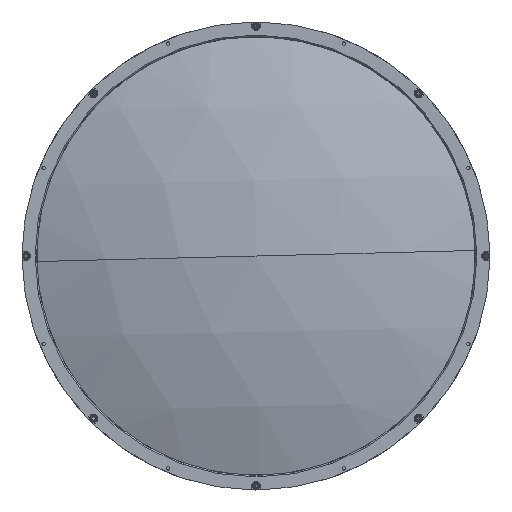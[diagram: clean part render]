
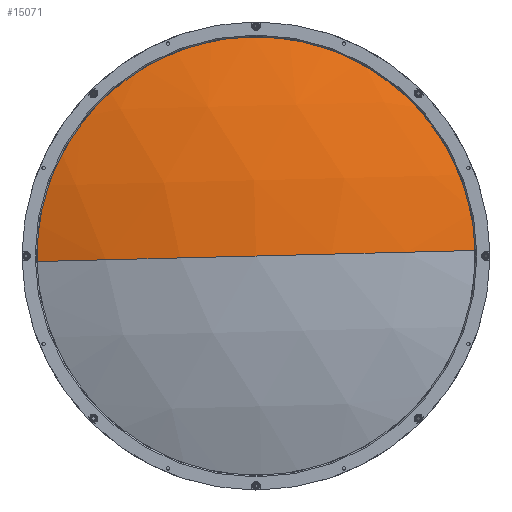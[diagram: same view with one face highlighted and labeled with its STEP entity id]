
A CAD part, left-side view. The second image highlights one B-rep face of the part: STEP entity #15071.
In plain terms, the highlighted spherical face has radius 465.458 mm.
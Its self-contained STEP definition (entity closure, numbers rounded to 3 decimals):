
#112 = ORIENTED_EDGE ( 'NONE', *, *, #17642, .T. ) ;
#745 = EDGE_CURVE ( 'NONE', #8199, #6294, #1160, .T. ) ;
#836 = CARTESIAN_POINT ( 'NONE',  ( 462.258, 0., 0. ) ) ;
#1160 = CIRCLE ( 'NONE', #2510, 465.458 ) ;
#2510 = AXIS2_PLACEMENT_3D ( 'NONE', #836, #6041, #3578 ) ;
#3465 = DIRECTION ( 'NONE',  ( 0., 0.025, 1. ) ) ;
#3578 = DIRECTION ( 'NONE',  ( 0., 1., -0.025 ) ) ;
#4055 = EDGE_CURVE ( 'NONE', #8199, #4534, #5666, .T. ) ;
#4534 = VERTEX_POINT ( 'NONE', #16818 ) ;
#5479 = AXIS2_PLACEMENT_3D ( 'NONE', #17584, #3465, #13350 ) ;
#5666 = CIRCLE ( 'NONE', #16208, 162. ) ;
#5975 = DIRECTION ( 'NONE',  ( -1., 0., 0. ) ) ;
#6041 = DIRECTION ( 'NONE',  ( 0., -0.025, -1. ) ) ;
#6294 = VERTEX_POINT ( 'NONE', #16828 ) ;
#6316 = CIRCLE ( 'NONE', #6795, 465.458 ) ;
#6795 = AXIS2_PLACEMENT_3D ( 'NONE', #15874, #7361, #17300 ) ;
#7361 = DIRECTION ( 'NONE',  ( 0., 0.025, 1. ) ) ;
#7890 = FACE_OUTER_BOUND ( 'NONE', #14247, .T. ) ;
#8199 = VERTEX_POINT ( 'NONE', #8302 ) ;
#8302 = CARTESIAN_POINT ( 'NONE',  ( 25.901, -161.948, 4.088 ) ) ;
#10008 = ORIENTED_EDGE ( 'NONE', *, *, #4055, .T. ) ;
#13350 = DIRECTION ( 'NONE',  ( 0., -1., 0.025 ) ) ;
#14247 = EDGE_LOOP ( 'NONE', ( #10008, #112, #16661 ) ) ;
#14451 = CARTESIAN_POINT ( 'NONE',  ( 25.901, 0., 0. ) ) ;
#15071 = ADVANCED_FACE ( 'NONE', ( #7890 ), #17447, .T. ) ;
#15874 = CARTESIAN_POINT ( 'NONE',  ( 462.258, 0., 0. ) ) ;
#15895 = DIRECTION ( 'NONE',  ( 0., 0.025, 1. ) ) ;
#16208 = AXIS2_PLACEMENT_3D ( 'NONE', #14451, #5975, #15895 ) ;
#16661 = ORIENTED_EDGE ( 'NONE', *, *, #745, .F. ) ;
#16818 = CARTESIAN_POINT ( 'NONE',  ( 25.901, 161.948, -4.088 ) ) ;
#16828 = CARTESIAN_POINT ( 'NONE',  ( -3.2, 0., 0. ) ) ;
#17300 = DIRECTION ( 'NONE',  ( 0., -1., 0.025 ) ) ;
#17447 = SPHERICAL_SURFACE ( 'NONE', #5479, 465.458 ) ;
#17584 = CARTESIAN_POINT ( 'NONE',  ( 462.258, 0., 0. ) ) ;
#17642 = EDGE_CURVE ( 'NONE', #4534, #6294, #6316, .T. ) ;
